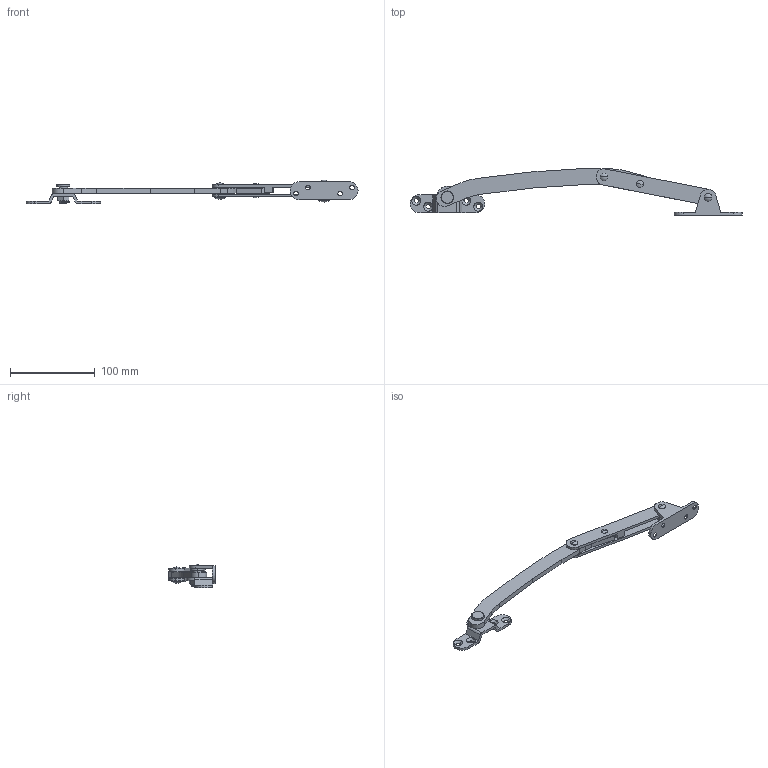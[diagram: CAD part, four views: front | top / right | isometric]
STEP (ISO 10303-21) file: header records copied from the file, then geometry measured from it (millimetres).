
FILE_DESCRIPTION (( 'STEP AP203' ), '1' );
FILE_NAME ('B-25-1.STEP', '2018-08-30T05:24:29', ( '' ), ( '' ), 'SwSTEP 2.0', 'SolidWorks 2014', '' );
FILE_SCHEMA (( 'CONFIG_CONTROL_DESIGN' ));
Length unit declared in the file: millimetre
Products named in the file (14): B-25-1座金_; B-25-1軸_; B-25-1六角ナット_; B-25-1アームA_; B-25-1カラー_; B-25-1受座A_; B-25-1リベットA_; B-25-1_割りピン　呼び2_L=15片方曲げ; B-25-1アームB_; B-25-1ボール_; B-25-1受座B_; B-25-1リベットB_; B-25-1; B-25-1アームC_
Assembly tree (14 placements, depth 2):
  B-25-1
    B-25-1アームA_
    B-25-1アームB_
    B-25-1アームC_
    B-25-1受座A_
    B-25-1受座B_
    B-25-1軸_
    B-25-1リベットA_
    B-25-1リベットB_
    B-25-1カラー_
    B-25-1ボール_
    B-25-1座金_  x2
    B-25-1六角ナット_
    B-25-1_割りピン　呼び2_L=15片方曲げ
Bounding box: 391.49 x 54.61 x 27.81 mm (x, y, z)
Volume: 65216.5 mm3; surface area: 42556.9 mm2
Topology: 14 solids, 14 shells, 238 faces, 580 edges, 378 vertices
Faces by surface type: cylinder 100, plane 88, sphere 18, cone 18, torus 14
Entity records: 8659 total; most frequent: CARTESIAN_POINT 1377, DIRECTION 1309, ORIENTED_EDGE 1126, EDGE_CURVE 563, AXIS2_PLACEMENT_3D 515, VERTEX_POINT 367, EDGE_LOOP 286, VECTOR 279
